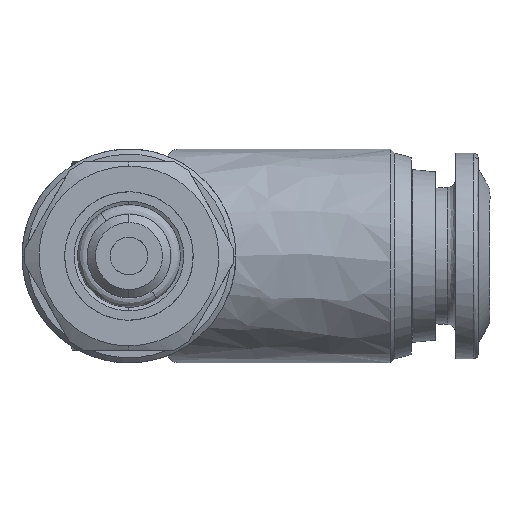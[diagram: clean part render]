
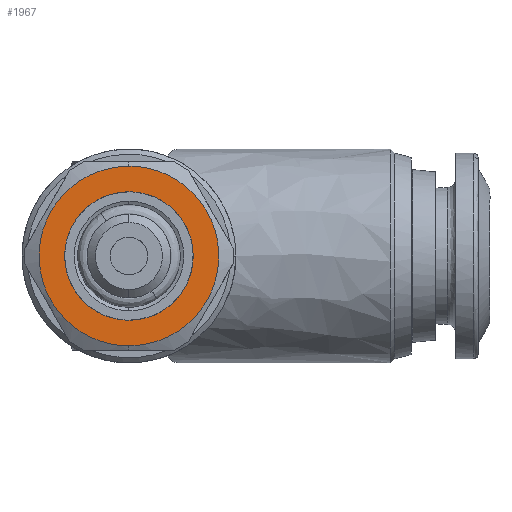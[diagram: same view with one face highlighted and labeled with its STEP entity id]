
A CAD part, front view. The second image highlights one B-rep face of the part: STEP entity #1967.
In plain terms, the highlighted free-form (B-spline) face has degree [1, 1] with [2, 2] control points.
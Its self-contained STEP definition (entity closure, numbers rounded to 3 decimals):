
#80 = CARTESIAN_POINT ( 'NONE',  ( -5.313, -13.7, 5.313 ) ) ;
#198 = CARTESIAN_POINT ( 'NONE',  ( 5.114, -13.7, 1.372 ) ) ;
#290 = EDGE_CURVE ( 'NONE', #5037, #5948, #902, .T. ) ;
#381 = CARTESIAN_POINT ( 'NONE',  ( -3.653, -13.7, -0.98 ) ) ;
#470 = EDGE_LOOP ( 'NONE', ( #6677, #6142 ) ) ;
#501 = CARTESIAN_POINT ( 'NONE',  ( 3.75, -13.7, -0.492 ) ) ;
#761 = CARTESIAN_POINT ( 'NONE',  ( 1.372, -13.7, 5.114 ) ) ;
#782 = CARTESIAN_POINT ( 'NONE',  ( 4.2, -13.7, 3.225 ) ) ;
#827 = CARTESIAN_POINT ( 'NONE',  ( -3.225, -13.7, 4.2 ) ) ;
#902 = B_SPLINE_CURVE_WITH_KNOTS ( 'NONE', 3,
 ( #3116, #5793, #4076, #6800, #5237, #4107, #926, #1471, #3637, #501, #4717, #5161, #1957, #5688, #1023, #2006, #6250, #1494 ),
 .UNSPECIFIED., .F., .F.,
 ( 4, 2, 2, 2, 2, 2, 2, 2, 4 ),
 ( 0., 0.393, 0.785, 1.178, 1.571, 1.963, 2.356, 2.749, 3.142 ),
 .UNSPECIFIED. ) ;
#926 = CARTESIAN_POINT ( 'NONE',  ( 3.276, -13.7, 1.89 ) ) ;
#979 = CARTESIAN_POINT ( 'NONE',  ( -2.303, -13.7, -3. ) ) ;
#1023 = CARTESIAN_POINT ( 'NONE',  ( 1.89, -13.7, -3.276 ) ) ;
#1101 = B_SPLINE_CURVE_WITH_KNOTS ( 'NONE', 3,
 ( #6618, #6660, #3491, #2904, #827, #1398, #6160, #5575, #2446, #2379, #1866, #1908, #5632, #2992, #2403, #2946, #3515, #4551 ),
 .UNSPECIFIED., .F., .F.,
 ( 4, 2, 2, 2, 2, 2, 2, 2, 4 ),
 ( 0., 0.393, 0.785, 1.178, 1.571, 1.963, 2.356, 2.749, 3.142 ),
 .UNSPECIFIED. ) ;
#1147 = CARTESIAN_POINT ( 'NONE',  ( -5.313, -13.7, -5.313 ) ) ;
#1250 = CARTESIAN_POINT ( 'NONE',  ( 4.587, -13.7, 2.646 ) ) ;
#1379 = CARTESIAN_POINT ( 'NONE',  ( 0., -13.7, 5.25 ) ) ;
#1398 = CARTESIAN_POINT ( 'NONE',  ( -4.2, -13.7, 3.225 ) ) ;
#1471 = CARTESIAN_POINT ( 'NONE',  ( 3.653, -13.7, 0.98 ) ) ;
#1476 = CARTESIAN_POINT ( 'NONE',  ( 0., -13.7, -3.75 ) ) ;
#1494 = CARTESIAN_POINT ( 'NONE',  ( 0., -13.7, -3.75 ) ) ;
#1644 = EDGE_LOOP ( 'NONE', ( #3761, #3840 ) ) ;
#1753 = CARTESIAN_POINT ( 'NONE',  ( 0., -13.7, -5.25 ) ) ;
#1838 = CARTESIAN_POINT ( 'NONE',  ( 4.587, -13.7, -2.646 ) ) ;
#1866 = CARTESIAN_POINT ( 'NONE',  ( -5.114, -13.7, -1.372 ) ) ;
#1908 = CARTESIAN_POINT ( 'NONE',  ( -4.587, -13.7, -2.646 ) ) ;
#1957 = CARTESIAN_POINT ( 'NONE',  ( 3., -13.7, -2.303 ) ) ;
#1963 = CARTESIAN_POINT ( 'NONE',  ( -0.492, -13.7, -3.75 ) ) ;
#1967 = ADVANCED_FACE ( 'NONE', ( #3439, #3783 ), #2526, .T. ) ;
#1976 = CARTESIAN_POINT ( 'NONE',  ( 0., -13.7, -3.75 ) ) ;
#2006 = CARTESIAN_POINT ( 'NONE',  ( 0.98, -13.7, -3.653 ) ) ;
#2046 = EDGE_CURVE ( 'NONE', #2988, #4564, #1101, .T. ) ;
#2379 = CARTESIAN_POINT ( 'NONE',  ( -5.25, -13.7, -0.689 ) ) ;
#2390 = CARTESIAN_POINT ( 'NONE',  ( 0., -13.7, -5.25 ) ) ;
#2403 = CARTESIAN_POINT ( 'NONE',  ( -2.646, -13.7, -4.587 ) ) ;
#2446 = CARTESIAN_POINT ( 'NONE',  ( -5.25, -13.7, 0.689 ) ) ;
#2525 = CARTESIAN_POINT ( 'NONE',  ( -1.89, -13.7, -3.276 ) ) ;
#2526 = B_SPLINE_SURFACE_WITH_KNOTS ( 'NONE', 1, 1, ( 
 ( #80, #5937 ),
 ( #1147, #4336 ) ),
 .UNSPECIFIED., .F., .F., .F.,
 ( 2, 2 ),
 ( 2, 2 ),
 ( 0., 1. ),
 ( 0., 1. ),
 .UNSPECIFIED. ) ;
#2578 = CARTESIAN_POINT ( 'NONE',  ( -3., -13.7, 2.303 ) ) ;
#2831 = CARTESIAN_POINT ( 'NONE',  ( 0., -13.7, 5.25 ) ) ;
#2904 = CARTESIAN_POINT ( 'NONE',  ( -2.646, -13.7, 4.587 ) ) ;
#2946 = CARTESIAN_POINT ( 'NONE',  ( -1.372, -13.7, -5.114 ) ) ;
#2988 = VERTEX_POINT ( 'NONE', #1379 ) ;
#2992 = CARTESIAN_POINT ( 'NONE',  ( -3.225, -13.7, -4.2 ) ) ;
#3099 = CARTESIAN_POINT ( 'NONE',  ( 0., -13.7, 3.75 ) ) ;
#3116 = CARTESIAN_POINT ( 'NONE',  ( 0., -13.7, 3.75 ) ) ;
#3338 = CARTESIAN_POINT ( 'NONE',  ( 5.25, -13.7, -0.689 ) ) ;
#3384 = CARTESIAN_POINT ( 'NONE',  ( 2.646, -13.7, 4.587 ) ) ;
#3428 = CARTESIAN_POINT ( 'NONE',  ( 4.2, -13.7, -3.225 ) ) ;
#3439 = FACE_BOUND ( 'NONE', #1644, .T. ) ;
#3491 = CARTESIAN_POINT ( 'NONE',  ( -1.372, -13.7, 5.114 ) ) ;
#3515 = CARTESIAN_POINT ( 'NONE',  ( -0.689, -13.7, -5.25 ) ) ;
#3568 = CARTESIAN_POINT ( 'NONE',  ( -3.75, -13.7, -0.492 ) ) ;
#3586 = EDGE_CURVE ( 'NONE', #4564, #2988, #4153, .T. ) ;
#3637 = CARTESIAN_POINT ( 'NONE',  ( 3.75, -13.7, 0.492 ) ) ;
#3761 = ORIENTED_EDGE ( 'NONE', *, *, #290, .T. ) ;
#3783 = FACE_OUTER_BOUND ( 'NONE', #470, .T. ) ;
#3840 = ORIENTED_EDGE ( 'NONE', *, *, #4617, .T. ) ;
#3892 = CARTESIAN_POINT ( 'NONE',  ( 3.225, -13.7, -4.2 ) ) ;
#3911 = CARTESIAN_POINT ( 'NONE',  ( 0.689, -13.7, -5.25 ) ) ;
#4076 = CARTESIAN_POINT ( 'NONE',  ( 0.98, -13.7, 3.653 ) ) ;
#4107 = CARTESIAN_POINT ( 'NONE',  ( 3., -13.7, 2.303 ) ) ;
#4153 = B_SPLINE_CURVE_WITH_KNOTS ( 'NONE', 3,
 ( #1753, #3911, #5000, #6075, #3892, #3428, #1838, #6016, #3338, #6541, #198, #1250, #782, #5494, #3384, #761, #4490, #2831 ),
 .UNSPECIFIED., .F., .F.,
 ( 4, 2, 2, 2, 2, 2, 2, 2, 4 ),
 ( 0., 0.393, 0.785, 1.178, 1.571, 1.963, 2.356, 2.749, 3.142 ),
 .UNSPECIFIED. ) ;
#4336 = CARTESIAN_POINT ( 'NONE',  ( 5.313, -13.7, -5.313 ) ) ;
#4490 = CARTESIAN_POINT ( 'NONE',  ( 0.689, -13.7, 5.25 ) ) ;
#4551 = CARTESIAN_POINT ( 'NONE',  ( 0., -13.7, -5.25 ) ) ;
#4564 = VERTEX_POINT ( 'NONE', #2390 ) ;
#4617 = EDGE_CURVE ( 'NONE', #5948, #5037, #6415, .T. ) ;
#4679 = CARTESIAN_POINT ( 'NONE',  ( 0., -13.7, 3.75 ) ) ;
#4698 = CARTESIAN_POINT ( 'NONE',  ( -3.653, -13.7, 0.98 ) ) ;
#4717 = CARTESIAN_POINT ( 'NONE',  ( 3.653, -13.7, -0.98 ) ) ;
#5000 = CARTESIAN_POINT ( 'NONE',  ( 1.372, -13.7, -5.114 ) ) ;
#5037 = VERTEX_POINT ( 'NONE', #4679 ) ;
#5161 = CARTESIAN_POINT ( 'NONE',  ( 3.276, -13.7, -1.89 ) ) ;
#5165 = CARTESIAN_POINT ( 'NONE',  ( -2.303, -13.7, 3. ) ) ;
#5237 = CARTESIAN_POINT ( 'NONE',  ( 2.303, -13.7, 3. ) ) ;
#5494 = CARTESIAN_POINT ( 'NONE',  ( 3.225, -13.7, 4.2 ) ) ;
#5575 = CARTESIAN_POINT ( 'NONE',  ( -5.114, -13.7, 1.372 ) ) ;
#5632 = CARTESIAN_POINT ( 'NONE',  ( -4.2, -13.7, -3.225 ) ) ;
#5664 = CARTESIAN_POINT ( 'NONE',  ( -0.98, -13.7, -3.653 ) ) ;
#5688 = CARTESIAN_POINT ( 'NONE',  ( 2.303, -13.7, -3. ) ) ;
#5694 = CARTESIAN_POINT ( 'NONE',  ( -3.276, -13.7, -1.89 ) ) ;
#5740 = CARTESIAN_POINT ( 'NONE',  ( -0.98, -13.7, 3.653 ) ) ;
#5771 = CARTESIAN_POINT ( 'NONE',  ( -3.276, -13.7, 1.89 ) ) ;
#5793 = CARTESIAN_POINT ( 'NONE',  ( 0.492, -13.7, 3.75 ) ) ;
#5937 = CARTESIAN_POINT ( 'NONE',  ( 5.313, -13.7, 5.313 ) ) ;
#5948 = VERTEX_POINT ( 'NONE', #1976 ) ;
#6016 = CARTESIAN_POINT ( 'NONE',  ( 5.114, -13.7, -1.372 ) ) ;
#6075 = CARTESIAN_POINT ( 'NONE',  ( 2.646, -13.7, -4.587 ) ) ;
#6142 = ORIENTED_EDGE ( 'NONE', *, *, #3586, .T. ) ;
#6160 = CARTESIAN_POINT ( 'NONE',  ( -4.587, -13.7, 2.646 ) ) ;
#6229 = CARTESIAN_POINT ( 'NONE',  ( -3.75, -13.7, 0.492 ) ) ;
#6250 = CARTESIAN_POINT ( 'NONE',  ( 0.492, -13.7, -3.75 ) ) ;
#6255 = CARTESIAN_POINT ( 'NONE',  ( -3., -13.7, -2.303 ) ) ;
#6277 = CARTESIAN_POINT ( 'NONE',  ( -0.492, -13.7, 3.75 ) ) ;
#6415 = B_SPLINE_CURVE_WITH_KNOTS ( 'NONE', 3,
 ( #1476, #1963, #5664, #2525, #979, #6255, #5694, #381, #3568, #6229, #4698, #5771, #2578, #5165, #6779, #5740, #6277, #3099 ),
 .UNSPECIFIED., .F., .F.,
 ( 4, 2, 2, 2, 2, 2, 2, 2, 4 ),
 ( 0., 0.393, 0.785, 1.178, 1.571, 1.963, 2.356, 2.749, 3.142 ),
 .UNSPECIFIED. ) ;
#6541 = CARTESIAN_POINT ( 'NONE',  ( 5.25, -13.7, 0.689 ) ) ;
#6618 = CARTESIAN_POINT ( 'NONE',  ( 0., -13.7, 5.25 ) ) ;
#6660 = CARTESIAN_POINT ( 'NONE',  ( -0.689, -13.7, 5.25 ) ) ;
#6677 = ORIENTED_EDGE ( 'NONE', *, *, #2046, .T. ) ;
#6779 = CARTESIAN_POINT ( 'NONE',  ( -1.89, -13.7, 3.276 ) ) ;
#6800 = CARTESIAN_POINT ( 'NONE',  ( 1.89, -13.7, 3.276 ) ) ;
